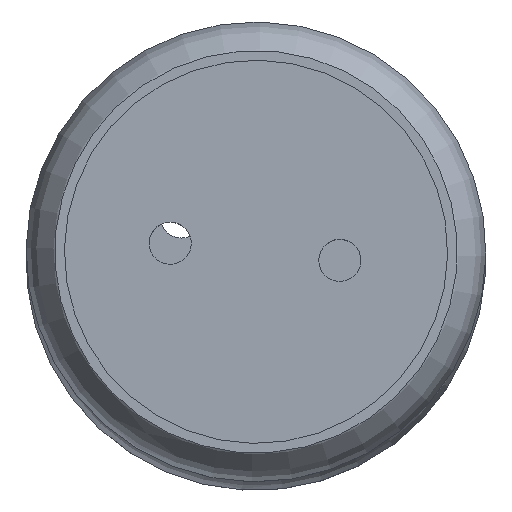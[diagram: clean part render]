
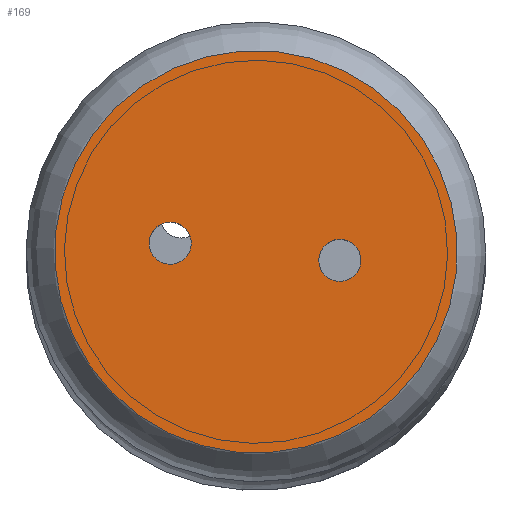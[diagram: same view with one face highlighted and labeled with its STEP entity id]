
A CAD part, top view. The second image highlights one B-rep face of the part: STEP entity #169.
In plain terms, the highlighted face is planar.
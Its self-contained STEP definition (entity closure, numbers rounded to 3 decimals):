
#41=FACE_BOUND('',#59,.T.);
#42=FACE_BOUND('',#60,.T.);
#45=PLANE('',#245);
#49=FACE_OUTER_BOUND('',#58,.T.);
#58=EDGE_LOOP('',(#132));
#59=EDGE_LOOP('',(#133));
#60=EDGE_LOOP('',(#134));
#79=CIRCLE('',#240,1.1);
#81=CIRCLE('',#243,1.1);
#83=CIRCLE('',#246,10.5);
#93=VERTEX_POINT('',#335);
#95=VERTEX_POINT('',#341);
#97=VERTEX_POINT('',#347);
#105=EDGE_CURVE('',#93,#93,#79,.T.);
#108=EDGE_CURVE('',#95,#95,#81,.T.);
#111=EDGE_CURVE('',#97,#97,#83,.T.);
#132=ORIENTED_EDGE('',*,*,#111,.T.);
#133=ORIENTED_EDGE('',*,*,#105,.T.);
#134=ORIENTED_EDGE('',*,*,#108,.T.);
#169=ADVANCED_FACE('',(#49,#41,#42),#45,.F.);
#240=AXIS2_PLACEMENT_3D('',#336,#273,#274);
#243=AXIS2_PLACEMENT_3D('',#342,#280,#281);
#245=AXIS2_PLACEMENT_3D('',#346,#285,#286);
#246=AXIS2_PLACEMENT_3D('',#348,#287,#288);
#273=DIRECTION('center_axis',(0.,0.,1.));
#274=DIRECTION('ref_axis',(-1.,0.,0.));
#280=DIRECTION('center_axis',(0.,0.,1.));
#281=DIRECTION('ref_axis',(-1.,0.,0.));
#285=DIRECTION('center_axis',(0.,0.,1.));
#286=DIRECTION('ref_axis',(1.,0.,0.));
#287=DIRECTION('center_axis',(0.,0.,-1.));
#288=DIRECTION('ref_axis',(1.,0.,0.));
#335=CARTESIAN_POINT('',(5.501,0.005,-2.9));
#336=CARTESIAN_POINT('Origin',(4.401,0.005,-2.9));
#341=CARTESIAN_POINT('',(-3.399,0.005,-2.9));
#342=CARTESIAN_POINT('Origin',(-4.499,0.005,-2.9));
#346=CARTESIAN_POINT('Origin',(0.,0.,-2.9));
#347=CARTESIAN_POINT('',(-10.5,0.,-2.9));
#348=CARTESIAN_POINT('Origin',(0.,0.,-2.9));
